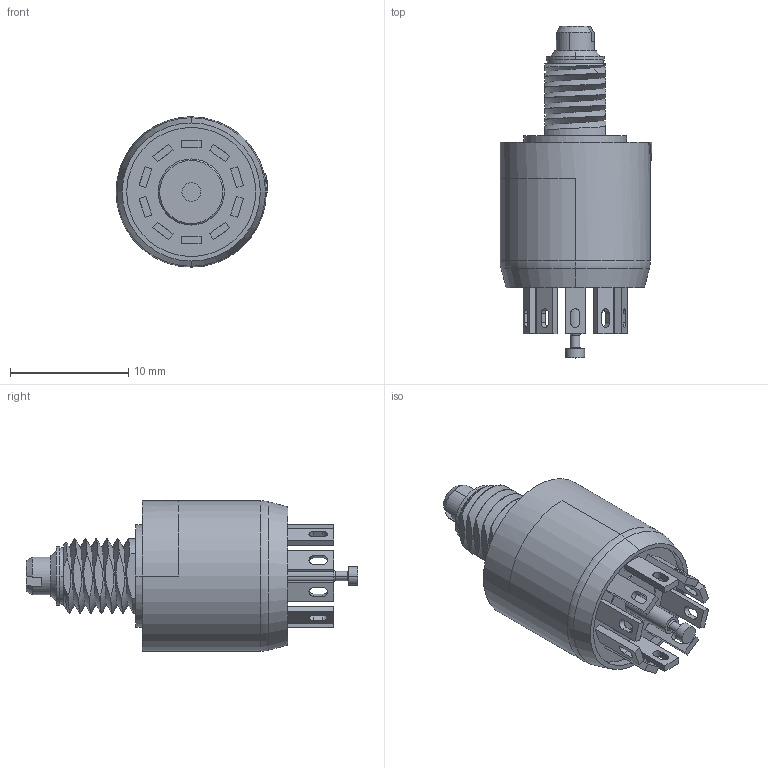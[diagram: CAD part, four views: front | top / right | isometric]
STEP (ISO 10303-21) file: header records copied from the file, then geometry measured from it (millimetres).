
FILE_DESCRIPTION((''),'2;1');
FILE_NAME('50B36-01-1-XXX_SW0001','2016-05-10T',('jjanota'),(''),'PRO/ENGINEER BY PARAMETRIC TECHNOLOGY CORPORATION, 2011490','PRO/ENGINEER BY PARAMETRIC TECHNOLOGY CORPORATION, 2011490','');
FILE_SCHEMA(('CONFIG_CONTROL_DESIGN'));
Length unit declared in the file: inch
Products named in the file (1): 50B36-01-1-XXX_SW0001
Bounding box: 12.83 x 28.04 x 12.7 mm (x, y, z)
Surface area: 1425.2 mm2 (no closed solid volume)
Topology: 0 solids, 16 shells, 181 faces, 519 edges, 359 vertices
Faces by surface type: plane 102, cylinder 50, cone 17, bspline 6, torus 6
Entity records: 9339 total; most frequent: CARTESIAN_POINT 3185, ORIENTED_EDGE 932, DIRECTION 923, EDGE_CURVE 519, VERTEX_POINT 359, VECTOR 319, LINE 319, AXIS2_PLACEMENT_3D 302
